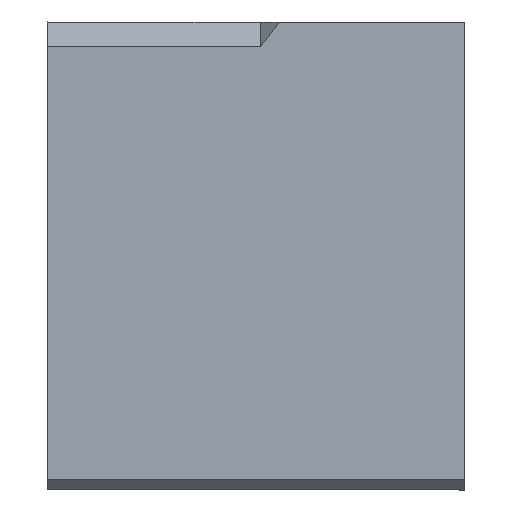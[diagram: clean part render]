
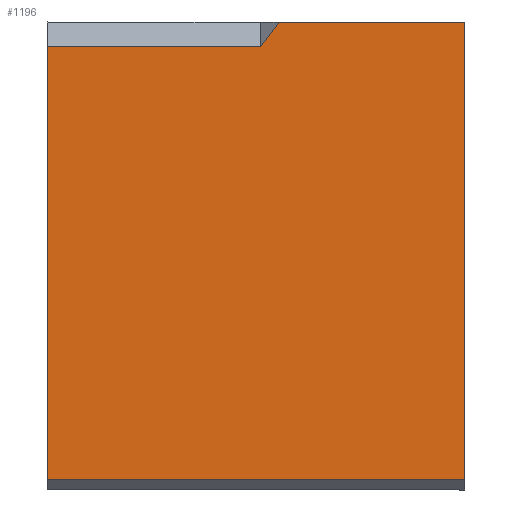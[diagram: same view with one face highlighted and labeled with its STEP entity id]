
A CAD part, left-side view. The second image highlights one B-rep face of the part: STEP entity #1196.
In plain terms, the highlighted planar face has unit normal (-1, 0, 0).
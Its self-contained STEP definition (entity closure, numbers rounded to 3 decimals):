
#183=ORIENTED_EDGE('',*,*,#504,.F.);
#184=ORIENTED_EDGE('',*,*,#452,.T.);
#185=ORIENTED_EDGE('',*,*,#501,.T.);
#186=ORIENTED_EDGE('',*,*,#503,.F.);
#187=ORIENTED_EDGE('',*,*,#464,.F.);
#188=ORIENTED_EDGE('',*,*,#505,.F.);
#452=EDGE_CURVE('',#619,#618,#723,.T.);
#464=EDGE_CURVE('',#630,#631,#732,.T.);
#501=EDGE_CURVE('',#618,#661,#764,.T.);
#503=EDGE_CURVE('',#631,#661,#765,.T.);
#504=EDGE_CURVE('',#619,#662,#766,.T.);
#505=EDGE_CURVE('',#662,#630,#767,.T.);
#618=VERTEX_POINT('',#1787);
#619=VERTEX_POINT('',#1789);
#630=VERTEX_POINT('',#1813);
#631=VERTEX_POINT('',#1814);
#661=VERTEX_POINT('',#1888);
#662=VERTEX_POINT('',#1895);
#723=LINE('',#1788,#846);
#732=LINE('',#1812,#855);
#764=LINE('',#1889,#887);
#765=LINE('',#1892,#888);
#766=LINE('',#1894,#889);
#767=LINE('',#1896,#890);
#846=VECTOR('',#1436,1000.);
#855=VECTOR('',#1453,1000.);
#887=VECTOR('',#1511,1000.);
#888=VECTOR('',#1516,1000.);
#889=VECTOR('',#1519,1000.);
#890=VECTOR('',#1520,1000.);
#973=EDGE_LOOP('',(#183,#184,#185,#186,#187,#188));
#1064=FACE_BOUND('',#973,.T.);
#1138=PLANE('',#1302);
#1196=ADVANCED_FACE('',(#1064),#1138,.T.);
#1302=AXIS2_PLACEMENT_3D('',#1893,#1517,#1518);
#1436=DIRECTION('',(0.,1.,0.));
#1453=DIRECTION('',(0.,0.,1.));
#1511=DIRECTION('',(0.,0.61,-0.793));
#1516=DIRECTION('',(0.,-1.,0.));
#1517=DIRECTION('',(-1.,0.,0.));
#1518=DIRECTION('',(0.,0.,-1.));
#1519=DIRECTION('',(0.,0.,-1.));
#1520=DIRECTION('',(0.,1.,0.));
#1787=CARTESIAN_POINT('',(287.2,-75.,31.));
#1788=CARTESIAN_POINT('',(287.2,-85.,31.));
#1789=CARTESIAN_POINT('',(287.2,-95.,31.));
#1812=CARTESIAN_POINT('',(287.2,-50.,5.));
#1813=CARTESIAN_POINT('',(287.2,-50.,-18.4));
#1814=CARTESIAN_POINT('',(287.2,-50.,28.4));
#1888=CARTESIAN_POINT('',(287.2,-73.,28.4));
#1889=CARTESIAN_POINT('',(287.2,-74.,29.7));
#1892=CARTESIAN_POINT('',(287.2,-61.5,28.4));
#1893=CARTESIAN_POINT('',(287.2,-49.99,31.01));
#1894=CARTESIAN_POINT('',(287.2,-95.,6.3));
#1895=CARTESIAN_POINT('',(287.2,-95.,-18.4));
#1896=CARTESIAN_POINT('',(287.2,-72.5,-18.4));
